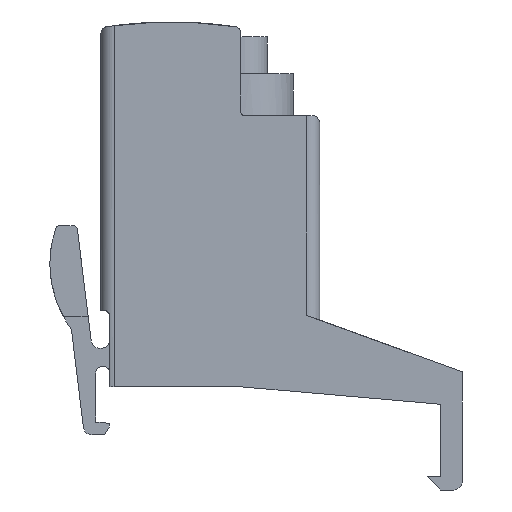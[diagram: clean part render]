
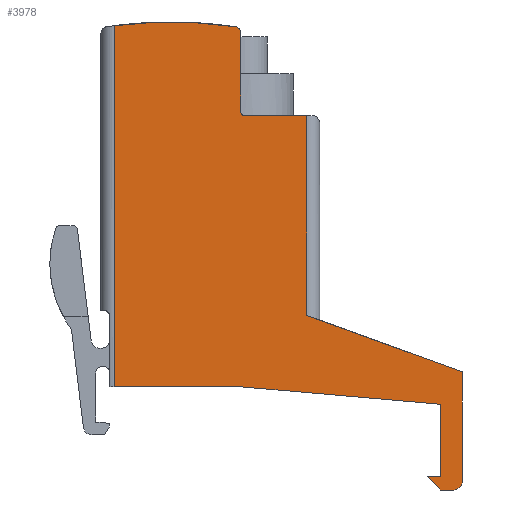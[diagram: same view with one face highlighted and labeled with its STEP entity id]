
A CAD part, left-side view. The second image highlights one B-rep face of the part: STEP entity #3978.
In plain terms, the highlighted planar face has unit normal (-1, 0, 0).
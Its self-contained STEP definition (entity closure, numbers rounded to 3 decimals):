
#3978=ADVANCED_FACE('',(#10416),#10417,.T.);
#6678=VERTEX_POINT('',#13134);
#6682=VERTEX_POINT('',#13138);
#6684=EDGE_CURVE('',#6682,#6678,#13140,.T.);
#8336=VERTEX_POINT('',#14792);
#8340=VERTEX_POINT('',#14796);
#8342=EDGE_CURVE('',#8340,#8336,#14798,.T.);
#8352=VERTEX_POINT('',#14808);
#8356=EDGE_CURVE('',#8336,#8352,#14812,.T.);
#8358=VERTEX_POINT('',#14814);
#8362=EDGE_CURVE('',#8352,#8358,#14818,.T.);
#8364=EDGE_CURVE('',#8358,#6682,#14820,.T.);
#8382=VERTEX_POINT('',#14838);
#8386=EDGE_CURVE('',#8382,#6678,#14842,.T.);
#8728=VERTEX_POINT('',#15184);
#8732=EDGE_CURVE('',#8382,#8728,#15188,.T.);
#8768=VERTEX_POINT('',#15224);
#8772=EDGE_CURVE('',#8728,#8768,#15228,.T.);
#8774=VERTEX_POINT('',#15230);
#8778=EDGE_CURVE('',#8768,#8774,#15234,.T.);
#8780=VERTEX_POINT('',#15236);
#8784=EDGE_CURVE('',#8774,#8780,#15240,.T.);
#8786=VERTEX_POINT('',#15242);
#8790=EDGE_CURVE('',#8780,#8786,#15246,.T.);
#8792=VERTEX_POINT('',#15248);
#8796=EDGE_CURVE('',#8786,#8792,#15252,.T.);
#8798=VERTEX_POINT('',#15254);
#8802=EDGE_CURVE('',#8798,#8792,#15258,.T.);
#8804=VERTEX_POINT('',#15260);
#8808=EDGE_CURVE('',#8798,#8804,#15264,.T.);
#8810=VERTEX_POINT('',#15266);
#8816=EDGE_CURVE('',#8804,#8810,#15272,.T.);
#8820=EDGE_CURVE('',#8810,#8340,#15276,.T.);
#10416=FACE_OUTER_BOUND('',#16862,.T.);
#10417=PLANE('',#16863);
#13134=CARTESIAN_POINT('',(0.0,39.8,53.076));
#13138=CARTESIAN_POINT('',(0.0,25.983,52.962));
#13140=CIRCLE('',#21122,50.);
#14792=CARTESIAN_POINT('',(0.0,24.9,42.8));
#14796=CARTESIAN_POINT('',(0.0,17.8,42.8));
#14798=LINE('',#23868,#23869);
#14808=CARTESIAN_POINT('',(0.0,25.3,43.2));
#14812=CIRCLE('',#23890,0.4);
#14814=CARTESIAN_POINT('',(0.0,25.3,52.17));
#14818=LINE('',#23899,#23900);
#14820=CIRCLE('',#23903,0.8);
#14838=CARTESIAN_POINT('',(0.0,39.8,11.8));
#14842=LINE('',#23944,#23945);
#15184=CARTESIAN_POINT('',(0.0,25.3,11.8));
#15188=LINE('',#24483,#24484);
#15224=CARTESIAN_POINT('',(0.0,2.5,9.8));
#15228=LINE('',#24544,#24545);
#15230=CARTESIAN_POINT('',(0.0,2.5,1.5));
#15234=LINE('',#24554,#24555);
#15236=CARTESIAN_POINT('',(0.0,4.0,1.5));
#15240=LINE('',#24564,#24565);
#15242=CARTESIAN_POINT('',(0.0,2.5,0.0));
#15246=LINE('',#24574,#24575);
#15248=CARTESIAN_POINT('',(0.0,1.0,0.0));
#15252=LINE('',#24584,#24585);
#15254=CARTESIAN_POINT('',(0.0,0.0,1.0));
#15258=CIRCLE('',#24594,1.);
#15260=CARTESIAN_POINT('',(0.0,0.0,13.5));
#15264=LINE('',#24603,#24604);
#15266=CARTESIAN_POINT('',(0.0,17.8,19.973));
#15272=LINE('',#24614,#24615);
#15276=LINE('',#24622,#24623);
#16862=EDGE_LOOP('',(#29523,#29524,#29525,#29526,#29527,#29528,#29529,#29530,#29531,#29532,#29533,#29534,#29535,#29536,#29537,#29538));
#16863=AXIS2_PLACEMENT_3D('',#29539,#29540,#29541);
#21122=AXIS2_PLACEMENT_3D('',#30913,#30914,#30915);
#23868=CARTESIAN_POINT('',(0.0,17.45,42.8));
#23869=VECTOR('',#31659,1.0);
#23890=AXIS2_PLACEMENT_3D('',#31668,#31669,#31670);
#23899=CARTESIAN_POINT('',(0.0,25.3,27.5));
#23900=VECTOR('',#31672,1.0);
#23903=AXIS2_PLACEMENT_3D('',#31673,#31674,#31675);
#23944=CARTESIAN_POINT('',(0.0,39.8,11.8));
#23945=VECTOR('',#31684,1.0);
#24483=CARTESIAN_POINT('',(0.0,39.8,11.8));
#24484=VECTOR('',#31825,1.0);
#24544=CARTESIAN_POINT('',(0.0,25.3,11.8));
#24545=VECTOR('',#31838,1.0);
#24554=CARTESIAN_POINT('',(0.0,2.5,9.8));
#24555=VECTOR('',#31840,1.0);
#24564=CARTESIAN_POINT('',(0.0,2.5,1.5));
#24565=VECTOR('',#31842,1.0);
#24574=CARTESIAN_POINT('',(0.0,4.0,1.5));
#24575=VECTOR('',#31844,1.0);
#24584=CARTESIAN_POINT('',(0.0,2.5,0.0));
#24585=VECTOR('',#31846,1.0);
#24594=AXIS2_PLACEMENT_3D('',#31848,#31849,#31850);
#24603=CARTESIAN_POINT('',(0.0,0.0,1.0));
#24604=VECTOR('',#31852,1.0);
#24614=CARTESIAN_POINT('',(0.0,0.0,13.5));
#24615=VECTOR('',#31856,1.0);
#24622=CARTESIAN_POINT('',(0.0,17.8,11.8));
#24623=VECTOR('',#31858,1.0);
#29523=ORIENTED_EDGE('',*,*,#6684,.T.);
#29524=ORIENTED_EDGE('',*,*,#8386,.F.);
#29525=ORIENTED_EDGE('',*,*,#8732,.T.);
#29526=ORIENTED_EDGE('',*,*,#8772,.T.);
#29527=ORIENTED_EDGE('',*,*,#8778,.T.);
#29528=ORIENTED_EDGE('',*,*,#8784,.T.);
#29529=ORIENTED_EDGE('',*,*,#8790,.T.);
#29530=ORIENTED_EDGE('',*,*,#8796,.T.);
#29531=ORIENTED_EDGE('',*,*,#8802,.F.);
#29532=ORIENTED_EDGE('',*,*,#8808,.T.);
#29533=ORIENTED_EDGE('',*,*,#8816,.T.);
#29534=ORIENTED_EDGE('',*,*,#8820,.T.);
#29535=ORIENTED_EDGE('',*,*,#8342,.T.);
#29536=ORIENTED_EDGE('',*,*,#8356,.T.);
#29537=ORIENTED_EDGE('',*,*,#8362,.T.);
#29538=ORIENTED_EDGE('',*,*,#8364,.T.);
#29539=CARTESIAN_POINT('',(0.0,17.8,11.8));
#29540=DIRECTION('',(-1.0,0.0,0.0));
#29541=DIRECTION('',(0.0,1.0,0.0));
#30913=CARTESIAN_POINT('',(0.0,33.3,3.5));
#30914=DIRECTION('',(-1.0,0.0,0.0));
#30915=DIRECTION('',(0.0,-0.146,0.989));
#31659=DIRECTION('',(0.0,1.0,0.0));
#31668=CARTESIAN_POINT('',(0.0,24.9,43.2));
#31669=DIRECTION('',(1.0,0.0,0.0));
#31670=DIRECTION('',(0.0,1.0,0.));
#31672=DIRECTION('',(0.0,0.0,1.0));
#31673=CARTESIAN_POINT('',(0.0,26.1,52.17));
#31674=DIRECTION('',(-1.0,-0.0,0.0));
#31675=DIRECTION('',(0.0,-1.0,0.));
#31684=DIRECTION('',(0.0,0.0,1.0));
#31825=DIRECTION('',(0.0,-1.0,0.0));
#31838=DIRECTION('',(0.0,-0.996,-0.087));
#31840=DIRECTION('',(0.0,0.0,-1.0));
#31842=DIRECTION('',(0.0,1.0,0.0));
#31844=DIRECTION('',(0.0,-0.707,-0.707));
#31846=DIRECTION('',(0.0,-1.0,0.0));
#31848=CARTESIAN_POINT('',(0.0,1.,1.));
#31849=DIRECTION('',(1.0,0.0,0.0));
#31850=DIRECTION('',(0.0,-1.0,0.));
#31852=DIRECTION('',(0.0,0.0,1.0));
#31856=DIRECTION('',(0.0,0.94,0.342));
#31858=DIRECTION('',(0.0,0.0,1.0));
